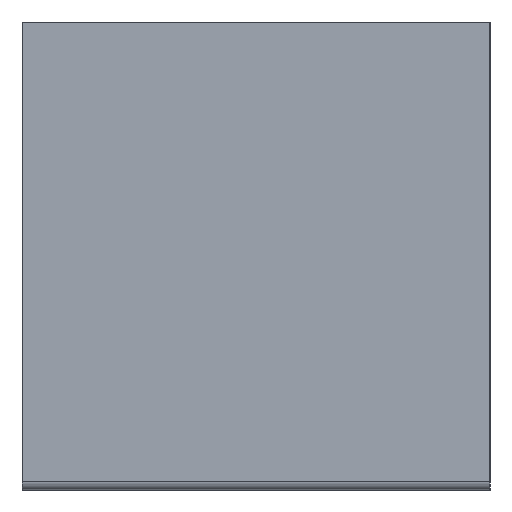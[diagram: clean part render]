
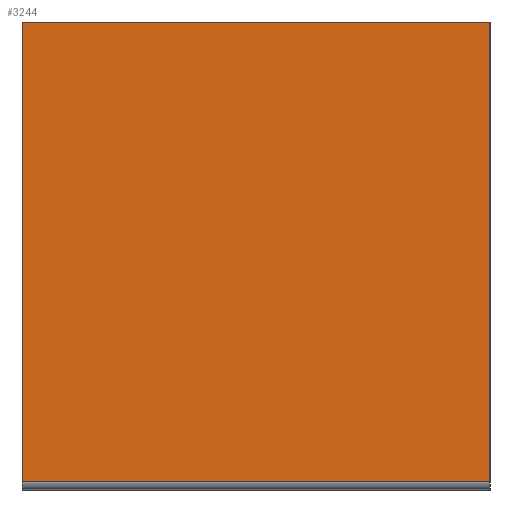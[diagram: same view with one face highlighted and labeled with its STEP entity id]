
A CAD part, left-side view. The second image highlights one B-rep face of the part: STEP entity #3244.
In plain terms, the highlighted planar face has unit normal (-1, 0, 0).
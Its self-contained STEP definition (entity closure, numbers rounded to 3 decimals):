
#3039=CARTESIAN_POINT('',(-3.25,2.75,0.1));
#3040=VERTEX_POINT('',#3039);
#3058=CARTESIAN_POINT('',(-3.25,-2.75,0.1));
#3059=VERTEX_POINT('',#3058);
#3067=CARTESIAN_POINT('',(-3.25,-2.75,0.1));
#3068=DIRECTION('',(0.0,1.0,0.0));
#3069=VECTOR('',#3068,5.5);
#3070=LINE('',#3067,#3069);
#3071=EDGE_CURVE('',#3059,#3040,#3070,.T.);
#3113=CARTESIAN_POINT('',(-3.25,2.75,5.5));
#3114=VERTEX_POINT('',#3113);
#3115=CARTESIAN_POINT('',(-3.25,2.75,0.1));
#3116=DIRECTION('',(0.0,0.0,1.0));
#3117=VECTOR('',#3116,5.4);
#3118=LINE('',#3115,#3117);
#3119=EDGE_CURVE('',#3040,#3114,#3118,.T.);
#3199=CARTESIAN_POINT('',(-3.25,-2.75,5.5));
#3200=VERTEX_POINT('',#3199);
#3207=CARTESIAN_POINT('',(-3.25,-2.75,5.5));
#3208=DIRECTION('',(0.0,0.0,-1.0));
#3209=VECTOR('',#3208,5.4);
#3210=LINE('',#3207,#3209);
#3211=EDGE_CURVE('',#3200,#3059,#3210,.T.);
#3223=CARTESIAN_POINT('',(-3.25,2.75,5.5));
#3224=DIRECTION('',(0.0,-1.0,0.0));
#3225=VECTOR('',#3224,5.5);
#3226=LINE('',#3223,#3225);
#3227=EDGE_CURVE('',#3114,#3200,#3226,.T.);
#3233=CARTESIAN_POINT('',(-3.25,0.,2.75));
#3234=DIRECTION('',(1.0,0.0,0.0));
#3235=DIRECTION('',(0.0,0.0,-1.0));
#3236=AXIS2_PLACEMENT_3D('',#3233,#3234,#3235);
#3237=PLANE('',#3236);
#3238=ORIENTED_EDGE('',*,*,#3071,.F.);
#3239=ORIENTED_EDGE('',*,*,#3211,.F.);
#3240=ORIENTED_EDGE('',*,*,#3227,.F.);
#3241=ORIENTED_EDGE('',*,*,#3119,.F.);
#3242=EDGE_LOOP('',(#3238,#3239,#3240,#3241));
#3243=FACE_OUTER_BOUND('',#3242,.T.);
#3244=ADVANCED_FACE('',(#3243),#3237,.F.);
